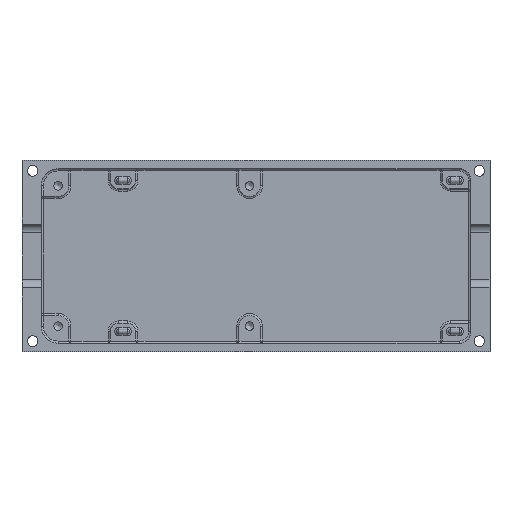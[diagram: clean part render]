
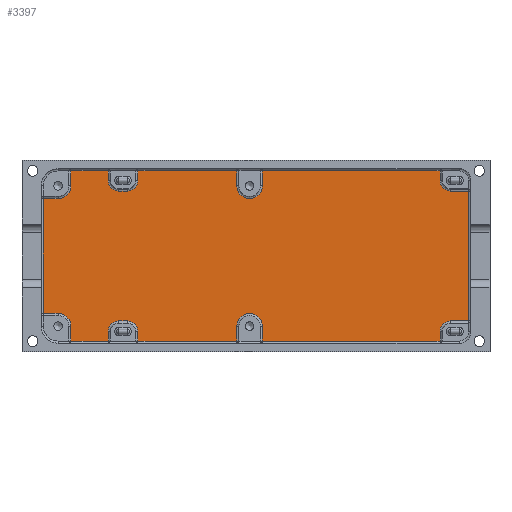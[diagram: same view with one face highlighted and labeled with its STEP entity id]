
A CAD part, top view. The second image highlights one B-rep face of the part: STEP entity #3397.
In plain terms, the highlighted planar face has unit normal (0, 0, 1).
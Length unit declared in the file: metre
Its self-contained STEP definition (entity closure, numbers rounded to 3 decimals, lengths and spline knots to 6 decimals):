
#238=CIRCLE('',#3804,0.003);
#239=CIRCLE('',#3805,0.0025);
#240=CIRCLE('',#3806,0.0025);
#241=CIRCLE('',#3807,0.003);
#242=CIRCLE('',#3808,0.0025);
#243=CIRCLE('',#3809,0.0025);
#244=CIRCLE('',#3810,0.003);
#245=CIRCLE('',#3811,0.0025);
#246=CIRCLE('',#3812,0.0025);
#247=CIRCLE('',#3813,0.003);
#538=ORIENTED_EDGE('',*,*,#1536,.T.);
#539=ORIENTED_EDGE('',*,*,#1537,.T.);
#540=ORIENTED_EDGE('',*,*,#1538,.T.);
#541=ORIENTED_EDGE('',*,*,#1539,.T.);
#542=ORIENTED_EDGE('',*,*,#1540,.T.);
#543=ORIENTED_EDGE('',*,*,#1541,.T.);
#544=ORIENTED_EDGE('',*,*,#1542,.T.);
#545=ORIENTED_EDGE('',*,*,#1543,.T.);
#546=ORIENTED_EDGE('',*,*,#1544,.T.);
#547=ORIENTED_EDGE('',*,*,#1545,.T.);
#548=ORIENTED_EDGE('',*,*,#1546,.T.);
#549=ORIENTED_EDGE('',*,*,#1547,.T.);
#550=ORIENTED_EDGE('',*,*,#1548,.T.);
#551=ORIENTED_EDGE('',*,*,#1549,.T.);
#552=ORIENTED_EDGE('',*,*,#1550,.T.);
#553=ORIENTED_EDGE('',*,*,#1551,.T.);
#554=ORIENTED_EDGE('',*,*,#1552,.T.);
#555=ORIENTED_EDGE('',*,*,#1553,.T.);
#556=ORIENTED_EDGE('',*,*,#1554,.T.);
#557=ORIENTED_EDGE('',*,*,#1555,.T.);
#558=ORIENTED_EDGE('',*,*,#1556,.T.);
#559=ORIENTED_EDGE('',*,*,#1557,.T.);
#560=ORIENTED_EDGE('',*,*,#1558,.T.);
#561=ORIENTED_EDGE('',*,*,#1559,.T.);
#562=ORIENTED_EDGE('',*,*,#1560,.T.);
#563=ORIENTED_EDGE('',*,*,#1561,.T.);
#564=ORIENTED_EDGE('',*,*,#1562,.T.);
#565=ORIENTED_EDGE('',*,*,#1563,.T.);
#566=ORIENTED_EDGE('',*,*,#1564,.T.);
#567=ORIENTED_EDGE('',*,*,#1565,.T.);
#568=ORIENTED_EDGE('',*,*,#1566,.T.);
#569=ORIENTED_EDGE('',*,*,#1567,.T.);
#570=ORIENTED_EDGE('',*,*,#1568,.T.);
#571=ORIENTED_EDGE('',*,*,#1569,.T.);
#572=ORIENTED_EDGE('',*,*,#1570,.T.);
#573=ORIENTED_EDGE('',*,*,#1571,.T.);
#1536=EDGE_CURVE('',#2030,#2031,#238,.F.);
#1537=EDGE_CURVE('',#2031,#2032,#2308,.T.);
#1538=EDGE_CURVE('',#2032,#2033,#2309,.T.);
#1539=EDGE_CURVE('',#2033,#2034,#2310,.F.);
#1540=EDGE_CURVE('',#2034,#2035,#239,.F.);
#1541=EDGE_CURVE('',#2035,#2036,#2311,.F.);
#1542=EDGE_CURVE('',#2036,#2037,#240,.F.);
#1543=EDGE_CURVE('',#2037,#2038,#2312,.T.);
#1544=EDGE_CURVE('',#2038,#2039,#2313,.T.);
#1545=EDGE_CURVE('',#2039,#2040,#2314,.F.);
#1546=EDGE_CURVE('',#2040,#2041,#241,.F.);
#1547=EDGE_CURVE('',#2041,#2042,#2315,.T.);
#1548=EDGE_CURVE('',#2042,#2043,#2316,.T.);
#1549=EDGE_CURVE('',#2043,#2044,#2317,.F.);
#1550=EDGE_CURVE('',#2044,#2045,#242,.F.);
#1551=EDGE_CURVE('',#2045,#2046,#2318,.F.);
#1552=EDGE_CURVE('',#2046,#2047,#2319,.T.);
#1553=EDGE_CURVE('',#2047,#2048,#2320,.T.);
#1554=EDGE_CURVE('',#2048,#2049,#243,.F.);
#1555=EDGE_CURVE('',#2049,#2050,#2321,.T.);
#1556=EDGE_CURVE('',#2050,#2051,#2322,.F.);
#1557=EDGE_CURVE('',#2051,#2052,#2323,.F.);
#1558=EDGE_CURVE('',#2052,#2053,#244,.F.);
#1559=EDGE_CURVE('',#2053,#2054,#2324,.T.);
#1560=EDGE_CURVE('',#2054,#2055,#2325,.F.);
#1561=EDGE_CURVE('',#2055,#2056,#2326,.F.);
#1562=EDGE_CURVE('',#2056,#2057,#245,.F.);
#1563=EDGE_CURVE('',#2057,#2058,#2327,.T.);
#1564=EDGE_CURVE('',#2058,#2059,#246,.F.);
#1565=EDGE_CURVE('',#2059,#2060,#2328,.T.);
#1566=EDGE_CURVE('',#2060,#2061,#2329,.F.);
#1567=EDGE_CURVE('',#2061,#2062,#2330,.F.);
#1568=EDGE_CURVE('',#2062,#2063,#247,.F.);
#1569=EDGE_CURVE('',#2063,#2064,#2331,.T.);
#1570=EDGE_CURVE('',#2064,#2065,#2332,.F.);
#1571=EDGE_CURVE('',#2065,#2030,#2333,.F.);
#2030=VERTEX_POINT('',#5620);
#2031=VERTEX_POINT('',#5621);
#2032=VERTEX_POINT('',#5623);
#2033=VERTEX_POINT('',#5625);
#2034=VERTEX_POINT('',#5627);
#2035=VERTEX_POINT('',#5629);
#2036=VERTEX_POINT('',#5631);
#2037=VERTEX_POINT('',#5633);
#2038=VERTEX_POINT('',#5635);
#2039=VERTEX_POINT('',#5637);
#2040=VERTEX_POINT('',#5639);
#2041=VERTEX_POINT('',#5641);
#2042=VERTEX_POINT('',#5643);
#2043=VERTEX_POINT('',#5645);
#2044=VERTEX_POINT('',#5647);
#2045=VERTEX_POINT('',#5649);
#2046=VERTEX_POINT('',#5651);
#2047=VERTEX_POINT('',#5653);
#2048=VERTEX_POINT('',#5655);
#2049=VERTEX_POINT('',#5657);
#2050=VERTEX_POINT('',#5659);
#2051=VERTEX_POINT('',#5661);
#2052=VERTEX_POINT('',#5663);
#2053=VERTEX_POINT('',#5665);
#2054=VERTEX_POINT('',#5667);
#2055=VERTEX_POINT('',#5669);
#2056=VERTEX_POINT('',#5671);
#2057=VERTEX_POINT('',#5673);
#2058=VERTEX_POINT('',#5675);
#2059=VERTEX_POINT('',#5677);
#2060=VERTEX_POINT('',#5679);
#2061=VERTEX_POINT('',#5681);
#2062=VERTEX_POINT('',#5683);
#2063=VERTEX_POINT('',#5685);
#2064=VERTEX_POINT('',#5687);
#2065=VERTEX_POINT('',#5689);
#2308=LINE('',#5622,#2576);
#2309=LINE('',#5624,#2577);
#2310=LINE('',#5626,#2578);
#2311=LINE('',#5630,#2579);
#2312=LINE('',#5634,#2580);
#2313=LINE('',#5636,#2581);
#2314=LINE('',#5638,#2582);
#2315=LINE('',#5642,#2583);
#2316=LINE('',#5644,#2584);
#2317=LINE('',#5646,#2585);
#2318=LINE('',#5650,#2586);
#2319=LINE('',#5652,#2587);
#2320=LINE('',#5654,#2588);
#2321=LINE('',#5658,#2589);
#2322=LINE('',#5660,#2590);
#2323=LINE('',#5662,#2591);
#2324=LINE('',#5666,#2592);
#2325=LINE('',#5668,#2593);
#2326=LINE('',#5670,#2594);
#2327=LINE('',#5674,#2595);
#2328=LINE('',#5678,#2596);
#2329=LINE('',#5680,#2597);
#2330=LINE('',#5682,#2598);
#2331=LINE('',#5686,#2599);
#2332=LINE('',#5688,#2600);
#2333=LINE('',#5690,#2601);
#2576=VECTOR('',#4389,1.);
#2577=VECTOR('',#4390,1.);
#2578=VECTOR('',#4391,1.);
#2579=VECTOR('',#4394,1.);
#2580=VECTOR('',#4397,1.);
#2581=VECTOR('',#4398,1.);
#2582=VECTOR('',#4399,1.);
#2583=VECTOR('',#4402,1.);
#2584=VECTOR('',#4403,1.);
#2585=VECTOR('',#4404,1.);
#2586=VECTOR('',#4407,1.);
#2587=VECTOR('',#4408,1.);
#2588=VECTOR('',#4409,1.);
#2589=VECTOR('',#4412,1.);
#2590=VECTOR('',#4413,1.);
#2591=VECTOR('',#4414,1.);
#2592=VECTOR('',#4417,1.);
#2593=VECTOR('',#4418,1.);
#2594=VECTOR('',#4419,1.);
#2595=VECTOR('',#4422,1.);
#2596=VECTOR('',#4425,1.);
#2597=VECTOR('',#4426,1.);
#2598=VECTOR('',#4427,1.);
#2599=VECTOR('',#4430,1.);
#2600=VECTOR('',#4431,1.);
#2601=VECTOR('',#4432,1.);
#2806=EDGE_LOOP('',(#538,#539,#540,#541,#542,#543,#544,#545,#546,#547,#548,
#549,#550,#551,#552,#553,#554,#555,#556,#557,#558,#559,#560,#561,#562,#563,
#564,#565,#566,#567,#568,#569,#570,#571,#572,#573));
#3066=FACE_BOUND('',#2806,.T.);
#3310=PLANE('',#3803);
#3397=ADVANCED_FACE('',(#3066),#3310,.T.);
#3803=AXIS2_PLACEMENT_3D('',#5618,#4385,#4386);
#3804=AXIS2_PLACEMENT_3D('',#5619,#4387,#4388);
#3805=AXIS2_PLACEMENT_3D('',#5628,#4392,#4393);
#3806=AXIS2_PLACEMENT_3D('',#5632,#4395,#4396);
#3807=AXIS2_PLACEMENT_3D('',#5640,#4400,#4401);
#3808=AXIS2_PLACEMENT_3D('',#5648,#4405,#4406);
#3809=AXIS2_PLACEMENT_3D('',#5656,#4410,#4411);
#3810=AXIS2_PLACEMENT_3D('',#5664,#4415,#4416);
#3811=AXIS2_PLACEMENT_3D('',#5672,#4420,#4421);
#3812=AXIS2_PLACEMENT_3D('',#5676,#4423,#4424);
#3813=AXIS2_PLACEMENT_3D('',#5684,#4428,#4429);
#4385=DIRECTION('',(0.,0.,1.));
#4386=DIRECTION('',(1.,0.,0.));
#4387=DIRECTION('',(0.,0.,1.));
#4388=DIRECTION('',(1.,0.,0.));
#4389=DIRECTION('',(0.,-1.,0.));
#4390=DIRECTION('',(1.,0.,0.));
#4391=DIRECTION('',(0.,-1.,0.));
#4392=DIRECTION('',(0.,0.,1.));
#4393=DIRECTION('',(1.,0.,0.));
#4394=DIRECTION('',(-1.,0.,0.));
#4395=DIRECTION('',(0.,0.,1.));
#4396=DIRECTION('',(1.,0.,0.));
#4397=DIRECTION('',(0.,-1.,0.));
#4398=DIRECTION('',(1.,0.,0.));
#4399=DIRECTION('',(0.,-1.,0.));
#4400=DIRECTION('',(0.,0.,1.));
#4401=DIRECTION('',(1.,0.,0.));
#4402=DIRECTION('',(0.,-1.,0.));
#4403=DIRECTION('',(1.,0.,0.));
#4404=DIRECTION('',(0.,-1.,0.));
#4405=DIRECTION('',(0.,0.,1.));
#4406=DIRECTION('',(1.,0.,0.));
#4407=DIRECTION('',(-1.,0.,0.));
#4408=DIRECTION('',(0.,1.,0.));
#4409=DIRECTION('',(-1.,0.,0.));
#4410=DIRECTION('',(0.,0.,1.));
#4411=DIRECTION('',(1.,0.,0.));
#4412=DIRECTION('',(0.,1.,0.));
#4413=DIRECTION('',(1.,0.,0.));
#4414=DIRECTION('',(0.,1.,0.));
#4415=DIRECTION('',(0.,0.,1.));
#4416=DIRECTION('',(1.,0.,0.));
#4417=DIRECTION('',(0.,1.,0.));
#4418=DIRECTION('',(1.,0.,0.));
#4419=DIRECTION('',(0.,1.,0.));
#4420=DIRECTION('',(0.,0.,1.));
#4421=DIRECTION('',(1.,0.,0.));
#4422=DIRECTION('',(-1.,0.,0.));
#4423=DIRECTION('',(0.,0.,1.));
#4424=DIRECTION('',(1.,0.,0.));
#4425=DIRECTION('',(0.,1.,0.));
#4426=DIRECTION('',(1.,0.,0.));
#4427=DIRECTION('',(0.,1.,0.));
#4428=DIRECTION('',(0.,0.,1.));
#4429=DIRECTION('',(1.,0.,0.));
#4430=DIRECTION('',(-1.,0.,0.));
#4431=DIRECTION('',(0.,1.,0.));
#4432=DIRECTION('',(-1.,0.,0.));
#5618=CARTESIAN_POINT('',(0.,0.,0.002));
#5619=CARTESIAN_POINT('',(-0.0465,-0.0165,0.002));
#5620=CARTESIAN_POINT('',(-0.0465,-0.0135,0.002));
#5621=CARTESIAN_POINT('',(-0.0435,-0.0165,0.002));
#5622=CARTESIAN_POINT('',(-0.0435,-0.02,0.002));
#5623=CARTESIAN_POINT('',(-0.0435,-0.02,0.002));
#5624=CARTESIAN_POINT('',(0.,-0.02,0.002));
#5625=CARTESIAN_POINT('',(-0.03475,-0.02,0.002));
#5626=CARTESIAN_POINT('',(-0.03475,0.,0.002));
#5627=CARTESIAN_POINT('',(-0.03475,-0.01775,0.002));
#5628=CARTESIAN_POINT('',(-0.03225,-0.01775,0.002));
#5629=CARTESIAN_POINT('',(-0.03225,-0.01525,0.002));
#5630=CARTESIAN_POINT('',(0.,-0.01525,0.002));
#5631=CARTESIAN_POINT('',(-0.03025,-0.01525,0.002));
#5632=CARTESIAN_POINT('',(-0.03025,-0.01775,0.002));
#5633=CARTESIAN_POINT('',(-0.02775,-0.01775,0.002));
#5634=CARTESIAN_POINT('',(-0.02775,-0.02,0.002));
#5635=CARTESIAN_POINT('',(-0.02775,-0.02,0.002));
#5636=CARTESIAN_POINT('',(0.,-0.02,0.002));
#5637=CARTESIAN_POINT('',(-0.0045,-0.02,0.002));
#5638=CARTESIAN_POINT('',(-0.0045,0.,0.002));
#5639=CARTESIAN_POINT('',(-0.0045,-0.0165,0.002));
#5640=CARTESIAN_POINT('',(-0.0015,-0.0165,0.002));
#5641=CARTESIAN_POINT('',(0.0015,-0.0165,0.002));
#5642=CARTESIAN_POINT('',(0.0015,-0.02,0.002));
#5643=CARTESIAN_POINT('',(0.0015,-0.02,0.002));
#5644=CARTESIAN_POINT('',(0.,-0.02,0.002));
#5645=CARTESIAN_POINT('',(0.04325,-0.02,0.002));
#5646=CARTESIAN_POINT('',(0.04325,0.,0.002));
#5647=CARTESIAN_POINT('',(0.04325,-0.01775,0.002));
#5648=CARTESIAN_POINT('',(0.04575,-0.01775,0.002));
#5649=CARTESIAN_POINT('',(0.04575,-0.01525,0.002));
#5650=CARTESIAN_POINT('',(0.,-0.01525,0.002));
#5651=CARTESIAN_POINT('',(0.05,-0.01525,0.002));
#5652=CARTESIAN_POINT('',(0.05,0.,0.002));
#5653=CARTESIAN_POINT('',(0.05,0.01525,0.002));
#5654=CARTESIAN_POINT('',(0.04575,0.01525,0.002));
#5655=CARTESIAN_POINT('',(0.04575,0.01525,0.002));
#5656=CARTESIAN_POINT('',(0.04575,0.01775,0.002));
#5657=CARTESIAN_POINT('',(0.04325,0.01775,0.002));
#5658=CARTESIAN_POINT('',(0.04325,0.02,0.002));
#5659=CARTESIAN_POINT('',(0.04325,0.02,0.002));
#5660=CARTESIAN_POINT('',(0.0015,0.02,0.002));
#5661=CARTESIAN_POINT('',(0.0015,0.02,0.002));
#5662=CARTESIAN_POINT('',(0.0015,0.,0.002));
#5663=CARTESIAN_POINT('',(0.0015,0.0165,0.002));
#5664=CARTESIAN_POINT('',(-0.0015,0.0165,0.002));
#5665=CARTESIAN_POINT('',(-0.0045,0.0165,0.002));
#5666=CARTESIAN_POINT('',(-0.0045,0.02,0.002));
#5667=CARTESIAN_POINT('',(-0.0045,0.02,0.002));
#5668=CARTESIAN_POINT('',(-0.02775,0.02,0.002));
#5669=CARTESIAN_POINT('',(-0.02775,0.02,0.002));
#5670=CARTESIAN_POINT('',(-0.02775,0.,0.002));
#5671=CARTESIAN_POINT('',(-0.02775,0.01775,0.002));
#5672=CARTESIAN_POINT('',(-0.03025,0.01775,0.002));
#5673=CARTESIAN_POINT('',(-0.03025,0.01525,0.002));
#5674=CARTESIAN_POINT('',(-0.03225,0.01525,0.002));
#5675=CARTESIAN_POINT('',(-0.03225,0.01525,0.002));
#5676=CARTESIAN_POINT('',(-0.03225,0.01775,0.002));
#5677=CARTESIAN_POINT('',(-0.03475,0.01775,0.002));
#5678=CARTESIAN_POINT('',(-0.03475,0.02,0.002));
#5679=CARTESIAN_POINT('',(-0.03475,0.02,0.002));
#5680=CARTESIAN_POINT('',(-0.0435,0.02,0.002));
#5681=CARTESIAN_POINT('',(-0.0435,0.02,0.002));
#5682=CARTESIAN_POINT('',(-0.0435,0.,0.002));
#5683=CARTESIAN_POINT('',(-0.0435,0.0165,0.002));
#5684=CARTESIAN_POINT('',(-0.0465,0.0165,0.002));
#5685=CARTESIAN_POINT('',(-0.0465,0.0135,0.002));
#5686=CARTESIAN_POINT('',(-0.05,0.0135,0.002));
#5687=CARTESIAN_POINT('',(-0.05,0.0135,0.002));
#5688=CARTESIAN_POINT('',(-0.05,-0.0135,0.002));
#5689=CARTESIAN_POINT('',(-0.05,-0.0135,0.002));
#5690=CARTESIAN_POINT('',(0.,-0.0135,0.002));
